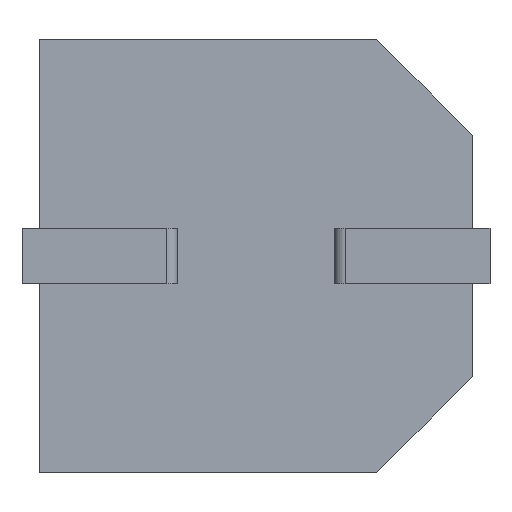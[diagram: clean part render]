
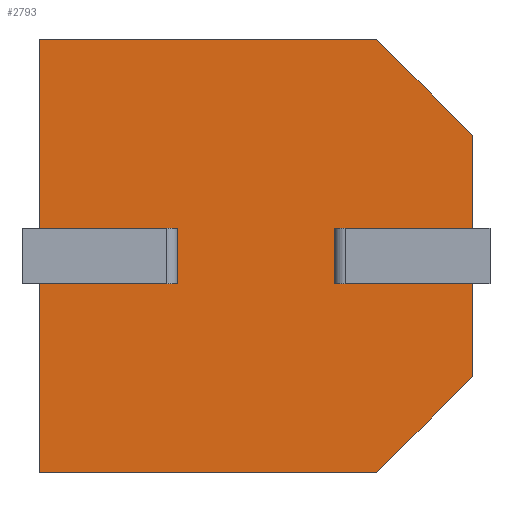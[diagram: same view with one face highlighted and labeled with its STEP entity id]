
A CAD part, front view. The second image highlights one B-rep face of the part: STEP entity #2793.
In plain terms, the highlighted planar face has unit normal (0, -1, 0).
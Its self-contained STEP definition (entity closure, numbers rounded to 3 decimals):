
#20 = ORIENTED_EDGE ( 'NONE', *, *, #3274, .T. ) ;
#51 = ORIENTED_EDGE ( 'NONE', *, *, #116, .F. ) ;
#116 = EDGE_CURVE ( 'NONE', #2856, #691, #1052, .T. ) ;
#139 = CARTESIAN_POINT ( 'NONE',  ( 0., 0., -4.8 ) ) ;
#188 = VERTEX_POINT ( 'NONE', #3292 ) ;
#203 = LINE ( 'NONE', #1964, #2254 ) ;
#228 = CARTESIAN_POINT ( 'NONE',  ( 0., 0., 0. ) ) ;
#256 = LINE ( 'NONE', #2278, #2961 ) ;
#347 = ORIENTED_EDGE ( 'NONE', *, *, #1785, .T. ) ;
#352 = VERTEX_POINT ( 'NONE', #819 ) ;
#365 = DIRECTION ( 'NONE',  ( 1., 0., 0. ) ) ;
#395 = CARTESIAN_POINT ( 'NONE',  ( 8.5, 0., 0. ) ) ;
#408 = DIRECTION ( 'NONE',  ( -0.707, 0., 0.707 ) ) ;
#420 = VECTOR ( 'NONE', #3357, 1000. ) ;
#429 = DIRECTION ( 'NONE',  ( 0., 0., 1. ) ) ;
#431 = EDGE_CURVE ( 'NONE', #352, #1516, #2179, .T. ) ;
#440 = VECTOR ( 'NONE', #3415, 1000. ) ;
#486 = ORIENTED_EDGE ( 'NONE', *, *, #2420, .T. ) ;
#510 = VECTOR ( 'NONE', #1447, 1000. ) ;
#589 = CARTESIAN_POINT ( 'NONE',  ( 0., 0., -8.5 ) ) ;
#603 = ORIENTED_EDGE ( 'NONE', *, *, #431, .F. ) ;
#634 = CARTESIAN_POINT ( 'NONE',  ( 2.7, 0., -4.8 ) ) ;
#646 = ORIENTED_EDGE ( 'NONE', *, *, #1362, .T. ) ;
#666 = CARTESIAN_POINT ( 'NONE',  ( 2.7, 0., -3.7 ) ) ;
#691 = VERTEX_POINT ( 'NONE', #3046 ) ;
#729 = ORIENTED_EDGE ( 'NONE', *, *, #1273, .T. ) ;
#730 = CARTESIAN_POINT ( 'NONE',  ( 0., 0., -8.5 ) ) ;
#732 = VECTOR ( 'NONE', #2502, 1000. ) ;
#751 = CARTESIAN_POINT ( 'NONE',  ( 8.5, 0., -4.8 ) ) ;
#797 = CARTESIAN_POINT ( 'NONE',  ( 0., 0., 0. ) ) ;
#819 = CARTESIAN_POINT ( 'NONE',  ( 0., 0., 0. ) ) ;
#830 = ORIENTED_EDGE ( 'NONE', *, *, #1738, .T. ) ;
#877 = CARTESIAN_POINT ( 'NONE',  ( 0., 0., 0. ) ) ;
#973 = CARTESIAN_POINT ( 'NONE',  ( 5.8, 0., -4.8 ) ) ;
#1015 = CARTESIAN_POINT ( 'NONE',  ( 2.7, 0., -4.8 ) ) ;
#1050 = LINE ( 'NONE', #228, #1579 ) ;
#1051 = VECTOR ( 'NONE', #2663, 1000. ) ;
#1052 = LINE ( 'NONE', #395, #510 ) ;
#1060 = CARTESIAN_POINT ( 'NONE',  ( 8.5, 0., 0. ) ) ;
#1063 = VERTEX_POINT ( 'NONE', #2726 ) ;
#1108 = LINE ( 'NONE', #797, #2850 ) ;
#1112 = ORIENTED_EDGE ( 'NONE', *, *, #1644, .F. ) ;
#1118 = VERTEX_POINT ( 'NONE', #1732 ) ;
#1121 = LINE ( 'NONE', #1457, #1318 ) ;
#1158 = VERTEX_POINT ( 'NONE', #666 ) ;
#1162 = ORIENTED_EDGE ( 'NONE', *, *, #2861, .T. ) ;
#1226 = VERTEX_POINT ( 'NONE', #1015 ) ;
#1256 = VECTOR ( 'NONE', #429, 1000. ) ;
#1273 = EDGE_CURVE ( 'NONE', #1063, #691, #2325, .T. ) ;
#1299 = CARTESIAN_POINT ( 'NONE',  ( 0., 0., 0. ) ) ;
#1318 = VECTOR ( 'NONE', #408, 1000. ) ;
#1325 = LINE ( 'NONE', #2881, #1364 ) ;
#1342 = DIRECTION ( 'NONE',  ( 0., 0., -1. ) ) ;
#1343 = VERTEX_POINT ( 'NONE', #3141 ) ;
#1362 = EDGE_CURVE ( 'NONE', #2653, #1641, #1108, .T. ) ;
#1364 = VECTOR ( 'NONE', #1599, 1000. ) ;
#1447 = DIRECTION ( 'NONE',  ( 0., 0., -1. ) ) ;
#1457 = CARTESIAN_POINT ( 'NONE',  ( 6.626, 0., 0. ) ) ;
#1516 = VERTEX_POINT ( 'NONE', #1921 ) ;
#1534 = DIRECTION ( 'NONE',  ( 0., 0., 1. ) ) ;
#1553 = ORIENTED_EDGE ( 'NONE', *, *, #3148, .F. ) ;
#1574 = CARTESIAN_POINT ( 'NONE',  ( 8.5, 0., -6.626 ) ) ;
#1579 = VECTOR ( 'NONE', #1877, 1000. ) ;
#1584 = EDGE_CURVE ( 'NONE', #1158, #188, #3226, .T. ) ;
#1599 = DIRECTION ( 'NONE',  ( -1., 0., 0. ) ) ;
#1618 = DIRECTION ( 'NONE',  ( 0., 0., -1. ) ) ;
#1641 = VERTEX_POINT ( 'NONE', #589 ) ;
#1644 = EDGE_CURVE ( 'NONE', #1226, #1158, #1837, .T. ) ;
#1678 = EDGE_LOOP ( 'NONE', ( #1553, #347, #830, #3193, #20, #603, #2477, #2311, #1112, #1162, #646, #486, #729, #51 ) ) ;
#1708 = DIRECTION ( 'NONE',  ( 0., 0., 1. ) ) ;
#1732 = CARTESIAN_POINT ( 'NONE',  ( 8.5, 0., -3.7 ) ) ;
#1738 = EDGE_CURVE ( 'NONE', #2162, #1118, #256, .T. ) ;
#1785 = EDGE_CURVE ( 'NONE', #1892, #2162, #1946, .T. ) ;
#1837 = LINE ( 'NONE', #634, #2190 ) ;
#1877 = DIRECTION ( 'NONE',  ( 0., 0., -1. ) ) ;
#1892 = VERTEX_POINT ( 'NONE', #973 ) ;
#1921 = CARTESIAN_POINT ( 'NONE',  ( 6.626, 0., 0. ) ) ;
#1946 = LINE ( 'NONE', #2300, #1256 ) ;
#1964 = CARTESIAN_POINT ( 'NONE',  ( 5.8, 0., -4.8 ) ) ;
#2162 = VERTEX_POINT ( 'NONE', #2692 ) ;
#2179 = LINE ( 'NONE', #877, #1051 ) ;
#2190 = VECTOR ( 'NONE', #1708, 1000. ) ;
#2254 = VECTOR ( 'NONE', #365, 1000. ) ;
#2259 = FACE_OUTER_BOUND ( 'NONE', #1678, .T. ) ;
#2278 = CARTESIAN_POINT ( 'NONE',  ( 5.8, 0., -3.7 ) ) ;
#2300 = CARTESIAN_POINT ( 'NONE',  ( 5.8, 0., -4.8 ) ) ;
#2311 = ORIENTED_EDGE ( 'NONE', *, *, #1584, .F. ) ;
#2325 = LINE ( 'NONE', #1574, #440 ) ;
#2420 = EDGE_CURVE ( 'NONE', #1641, #1063, #2904, .T. ) ;
#2477 = ORIENTED_EDGE ( 'NONE', *, *, #2524, .T. ) ;
#2502 = DIRECTION ( 'NONE',  ( -1., 0., 0. ) ) ;
#2524 = EDGE_CURVE ( 'NONE', #352, #188, #1050, .T. ) ;
#2653 = VERTEX_POINT ( 'NONE', #139 ) ;
#2663 = DIRECTION ( 'NONE',  ( 1., 0., 0. ) ) ;
#2692 = CARTESIAN_POINT ( 'NONE',  ( 5.8, 0., -3.7 ) ) ;
#2726 = CARTESIAN_POINT ( 'NONE',  ( 6.626, 0., -8.5 ) ) ;
#2784 = VECTOR ( 'NONE', #1342, 1000. ) ;
#2793 = ADVANCED_FACE ( 'NONE', ( #2259 ), #2853, .F. ) ;
#2850 = VECTOR ( 'NONE', #1618, 1000. ) ;
#2853 = PLANE ( 'NONE',  #3409 ) ;
#2856 = VERTEX_POINT ( 'NONE', #751 ) ;
#2861 = EDGE_CURVE ( 'NONE', #1226, #2653, #1325, .T. ) ;
#2881 = CARTESIAN_POINT ( 'NONE',  ( 2.7, 0., -4.8 ) ) ;
#2904 = LINE ( 'NONE', #730, #420 ) ;
#2918 = EDGE_CURVE ( 'NONE', #1343, #1118, #3379, .T. ) ;
#2961 = VECTOR ( 'NONE', #3075, 1000. ) ;
#3046 = CARTESIAN_POINT ( 'NONE',  ( 8.5, 0., -6.626 ) ) ;
#3075 = DIRECTION ( 'NONE',  ( 1., 0., 0. ) ) ;
#3088 = DIRECTION ( 'NONE',  ( 0., 1., 0. ) ) ;
#3141 = CARTESIAN_POINT ( 'NONE',  ( 8.5, 0., -1.874 ) ) ;
#3148 = EDGE_CURVE ( 'NONE', #1892, #2856, #203, .T. ) ;
#3193 = ORIENTED_EDGE ( 'NONE', *, *, #2918, .F. ) ;
#3226 = LINE ( 'NONE', #3299, #732 ) ;
#3274 = EDGE_CURVE ( 'NONE', #1343, #1516, #1121, .T. ) ;
#3292 = CARTESIAN_POINT ( 'NONE',  ( 0., 0., -3.7 ) ) ;
#3299 = CARTESIAN_POINT ( 'NONE',  ( 2.7, 0., -3.7 ) ) ;
#3357 = DIRECTION ( 'NONE',  ( 1., 0., 0. ) ) ;
#3379 = LINE ( 'NONE', #1060, #2784 ) ;
#3409 = AXIS2_PLACEMENT_3D ( 'NONE', #1299, #3088, #1534 ) ;
#3415 = DIRECTION ( 'NONE',  ( 0.707, 0., 0.707 ) ) ;
